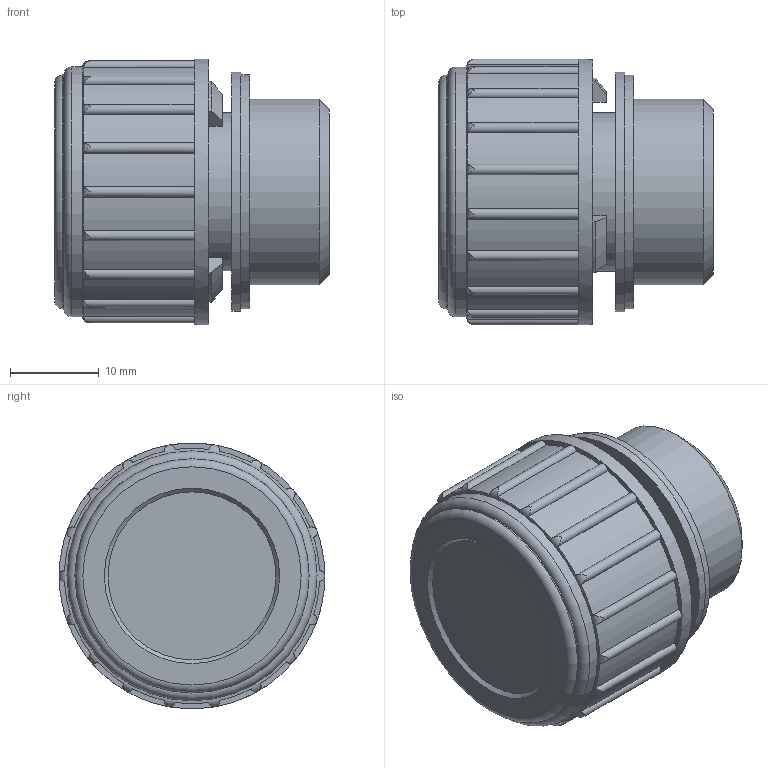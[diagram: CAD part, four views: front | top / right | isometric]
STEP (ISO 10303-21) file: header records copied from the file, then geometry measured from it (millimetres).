
FILE_DESCRIPTION( ( 'STEP AP214' ), '1' );
FILE_NAME( 'K0458.30012.stp', '2020-12-17T14:20:30', ( '' ), ( '' ), ' ', 'PARTsolutions', ' ' );
FILE_SCHEMA( ( 'AUTOMOTIVE_DESIGN { 1 0 10303 214 1 1 1 1 }' ) );
Length unit declared in the file: millimetre
Products named in the file (1): _K0458.30012
Bounding box: 31 x 30 x 29.97 mm (x, y, z)
Volume: 12091.7 mm3; surface area: 5844.5 mm2
Topology: 1 solids, 1 shells, 113 faces, 300 edges, 198 vertices
Faces by surface type: cylinder 56, plane 46, cone 8, torus 3
Full cylindrical faces by diameter (mm): 11.16 x1, 16.2 x1, 17.856 x1, 18 x1, 20.955 x1, 26.4 x2, 27 x1, 28.2 x1, 30 x1
Entity records: 4590 total; most frequent: CARTESIAN_POINT 885, DIRECTION 612, ORIENTED_EDGE 556, EDGE_CURVE 278, AXIS2_PLACEMENT_3D 258, VERTEX_POINT 195, CIRCLE 144, EDGE_LOOP 140
